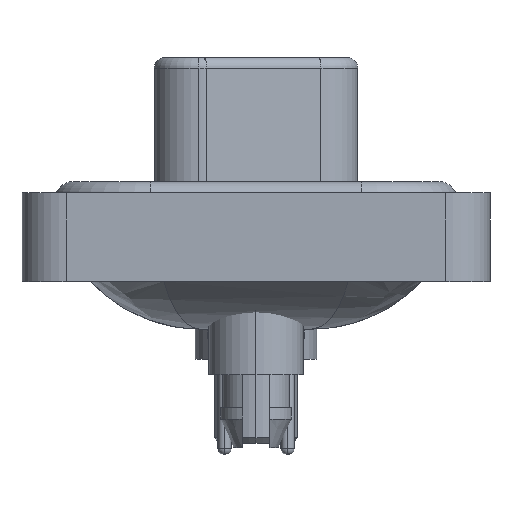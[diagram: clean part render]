
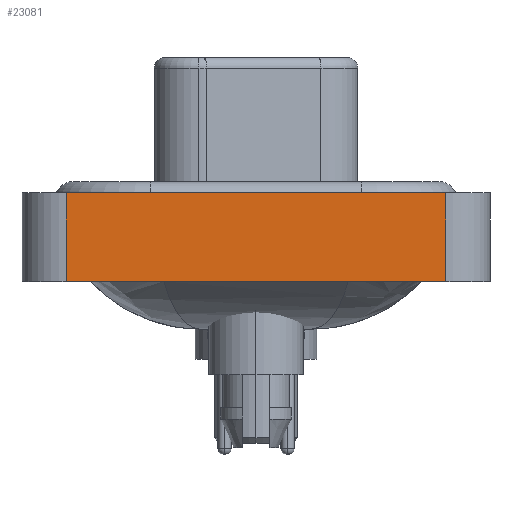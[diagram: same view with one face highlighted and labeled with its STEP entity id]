
A CAD part, left-side view. The second image highlights one B-rep face of the part: STEP entity #23081.
In plain terms, the highlighted planar face has unit normal (-1, 0, 0).
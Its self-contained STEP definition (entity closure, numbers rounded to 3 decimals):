
#276 = VECTOR ( 'NONE', #11026, 1000. ) ;
#391 = LINE ( 'NONE', #17684, #276 ) ;
#949 = CARTESIAN_POINT ( 'NONE',  ( -7.35, -8.55, 0.4 ) ) ;
#1716 = EDGE_CURVE ( 'NONE', #7824, #24668, #26518, .T. ) ;
#2154 = DIRECTION ( 'NONE',  ( 0., 0., 1. ) ) ;
#2530 = ORIENTED_EDGE ( 'NONE', *, *, #1716, .F. ) ;
#2687 = DIRECTION ( 'NONE',  ( 0., -1., 0. ) ) ;
#5507 = VERTEX_POINT ( 'NONE', #12736 ) ;
#6180 = EDGE_LOOP ( 'NONE', ( #12457, #9034, #2530, #9267 ) ) ;
#6309 = EDGE_CURVE ( 'NONE', #24668, #20839, #18497, .T. ) ;
#7693 = CARTESIAN_POINT ( 'NONE',  ( -7.35, -8.55, -3.6 ) ) ;
#7824 = VERTEX_POINT ( 'NONE', #19504 ) ;
#7955 = VECTOR ( 'NONE', #2154, 1000. ) ;
#7970 = CARTESIAN_POINT ( 'NONE',  ( -7.35, -8.55, 0.4 ) ) ;
#9034 = ORIENTED_EDGE ( 'NONE', *, *, #6309, .F. ) ;
#9267 = ORIENTED_EDGE ( 'NONE', *, *, #27437, .T. ) ;
#11026 = DIRECTION ( 'NONE',  ( 0., 0., 1. ) ) ;
#11596 = FACE_OUTER_BOUND ( 'NONE', #6180, .T. ) ;
#12457 = ORIENTED_EDGE ( 'NONE', *, *, #15341, .T. ) ;
#12736 = CARTESIAN_POINT ( 'NONE',  ( -7.35, -8.55, -3.6 ) ) ;
#12907 = CARTESIAN_POINT ( 'NONE',  ( -7.35, 8.55, 0.4 ) ) ;
#15341 = EDGE_CURVE ( 'NONE', #5507, #20839, #391, .T. ) ;
#15941 = AXIS2_PLACEMENT_3D ( 'NONE', #25161, #27695, #18528 ) ;
#17684 = CARTESIAN_POINT ( 'NONE',  ( -7.35, -8.55, -3.6 ) ) ;
#18239 = PLANE ( 'NONE',  #15941 ) ;
#18497 = LINE ( 'NONE', #7970, #18507 ) ;
#18507 = VECTOR ( 'NONE', #2687, 1000. ) ;
#18528 = DIRECTION ( 'NONE',  ( 0., 0., 1. ) ) ;
#19504 = CARTESIAN_POINT ( 'NONE',  ( -7.35, 8.55, -3.6 ) ) ;
#20839 = VERTEX_POINT ( 'NONE', #949 ) ;
#22409 = CARTESIAN_POINT ( 'NONE',  ( -7.35, 8.55, -3.6 ) ) ;
#23081 = ADVANCED_FACE ( 'NONE', ( #11596 ), #18239, .T. ) ;
#24668 = VERTEX_POINT ( 'NONE', #12907 ) ;
#25161 = CARTESIAN_POINT ( 'NONE',  ( -7.35, -8.55, -3.6 ) ) ;
#25981 = LINE ( 'NONE', #7693, #28073 ) ;
#26518 = LINE ( 'NONE', #22409, #7955 ) ;
#27437 = EDGE_CURVE ( 'NONE', #7824, #5507, #25981, .T. ) ;
#27695 = DIRECTION ( 'NONE',  ( -1., 0., 0. ) ) ;
#27925 = DIRECTION ( 'NONE',  ( 0., -1., 0. ) ) ;
#28073 = VECTOR ( 'NONE', #27925, 1000. ) ;
